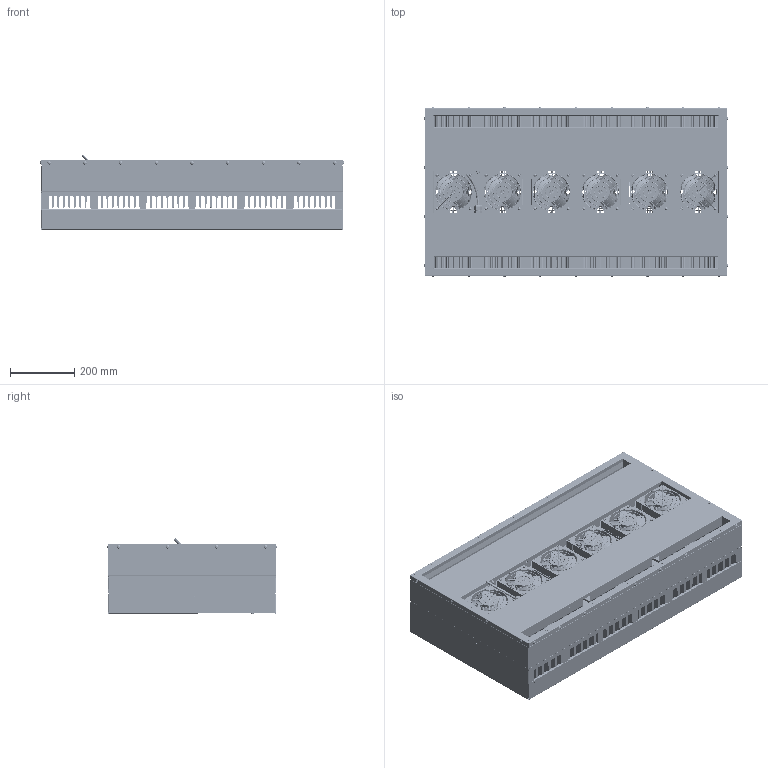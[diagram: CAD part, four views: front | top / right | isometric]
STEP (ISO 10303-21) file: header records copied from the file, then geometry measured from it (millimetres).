
FILE_DESCRIPTION (( 'STEP AP203' ), '1' );
FILE_NAME ('FHP-6200.STEP', '2016-05-12T19:10:19', ( '' ), ( '' ), 'SwSTEP 2.0', 'SolidWorks 2016', '' );
FILE_SCHEMA (( 'CONFIG_CONTROL_DESIGN' ));
Products named in the file (1): FHP-6200
Bounding box: 946.56 x 527.97 x 234.02 mm (x, y, z)
Surface area: 12956908 mm2 (no closed solid volume)
Topology: 0 solids, 775 shells, 4072 faces, 18004 edges, 14178 vertices
Faces by surface type: plane 2073, cylinder 1653, bspline 342, cone 4
Entity records: 234763 total; most frequent: CARTESIAN_POINT 99938, DIRECTION 25243, ORIENTED_EDGE 24118, EDGE_CURVE 17990, VERTEX_POINT 14171, LINE 9365, VECTOR 9365, AXIS2_PLACEMENT_3D 7939
